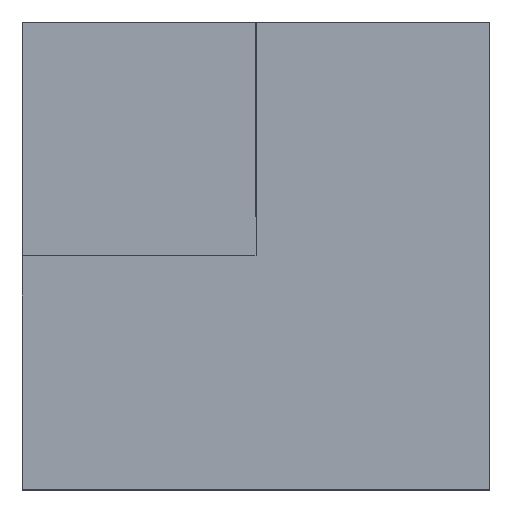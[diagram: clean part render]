
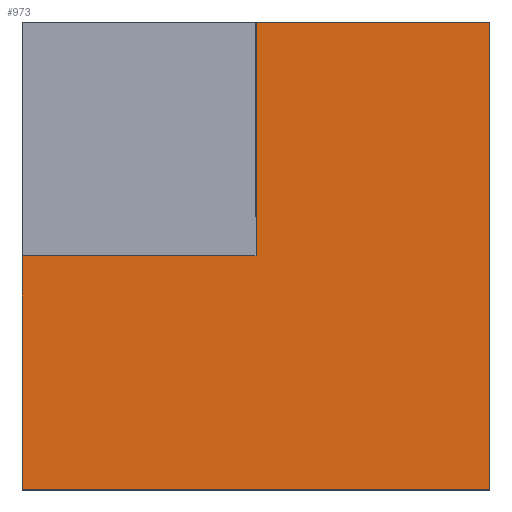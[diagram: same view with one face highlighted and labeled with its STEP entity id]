
A CAD part, top view. The second image highlights one B-rep face of the part: STEP entity #973.
In plain terms, the highlighted planar face has unit normal (0, 0, 1).
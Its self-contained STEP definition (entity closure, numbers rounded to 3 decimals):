
#5 = DIRECTION ( 'NONE',  ( 0., 1., 0. ) ) ;
#30 = ORIENTED_EDGE ( 'NONE', *, *, #616, .F. ) ;
#55 = EDGE_CURVE ( 'NONE', #1165, #144, #599, .T. ) ;
#65 = DIRECTION ( 'NONE',  ( 0., 1., 0. ) ) ;
#84 = DIRECTION ( 'NONE',  ( -1., 0., 0. ) ) ;
#100 = DIRECTION ( 'NONE',  ( 1., 0., 0. ) ) ;
#121 = ORIENTED_EDGE ( 'NONE', *, *, #1274, .T. ) ;
#144 = VERTEX_POINT ( 'NONE', #620 ) ;
#160 = AXIS2_PLACEMENT_3D ( 'NONE', #1118, #174, #84 ) ;
#174 = DIRECTION ( 'NONE',  ( 0., 0., -1. ) ) ;
#184 = VERTEX_POINT ( 'NONE', #1221 ) ;
#222 = VECTOR ( 'NONE', #509, 1000. ) ;
#232 = CARTESIAN_POINT ( 'NONE',  ( -0.32, 0., 0.23 ) ) ;
#244 = VECTOR ( 'NONE', #1345, 1000. ) ;
#351 = EDGE_LOOP ( 'NONE', ( #1238, #30, #121, #623, #875, #483 ) ) ;
#419 = LINE ( 'NONE', #1052, #222 ) ;
#433 = LINE ( 'NONE', #651, #1103 ) ;
#458 = VERTEX_POINT ( 'NONE', #1336 ) ;
#483 = ORIENTED_EDGE ( 'NONE', *, *, #951, .T. ) ;
#509 = DIRECTION ( 'NONE',  ( 0., -1., 0. ) ) ;
#534 = CARTESIAN_POINT ( 'NONE',  ( -0.32, 0., 0.23 ) ) ;
#555 = VECTOR ( 'NONE', #1268, 1000. ) ;
#567 = EDGE_CURVE ( 'NONE', #184, #458, #936, .T. ) ;
#598 = FACE_OUTER_BOUND ( 'NONE', #351, .T. ) ;
#599 = LINE ( 'NONE', #1356, #1177 ) ;
#601 = VERTEX_POINT ( 'NONE', #534 ) ;
#616 = EDGE_CURVE ( 'NONE', #601, #184, #1281, .T. ) ;
#620 = CARTESIAN_POINT ( 'NONE',  ( 0.32, 0.32, 0.23 ) ) ;
#623 = ORIENTED_EDGE ( 'NONE', *, *, #639, .T. ) ;
#639 = EDGE_CURVE ( 'NONE', #1036, #1165, #433, .T. ) ;
#651 = CARTESIAN_POINT ( 'NONE',  ( -0.32, -0.32, 0.23 ) ) ;
#698 = PLANE ( 'NONE',  #160 ) ;
#803 = CARTESIAN_POINT ( 'NONE',  ( -0.32, 0.32, 0.23 ) ) ;
#841 = CARTESIAN_POINT ( 'NONE',  ( 0., 0.32, 0.23 ) ) ;
#875 = ORIENTED_EDGE ( 'NONE', *, *, #55, .T. ) ;
#936 = LINE ( 'NONE', #841, #1181 ) ;
#951 = EDGE_CURVE ( 'NONE', #144, #458, #966, .T. ) ;
#966 = LINE ( 'NONE', #803, #244 ) ;
#973 = ADVANCED_FACE ( 'NONE', ( #598 ), #698, .F. ) ;
#1011 = CARTESIAN_POINT ( 'NONE',  ( -0.32, -0.32, 0.23 ) ) ;
#1022 = CARTESIAN_POINT ( 'NONE',  ( 0.32, -0.32, 0.23 ) ) ;
#1036 = VERTEX_POINT ( 'NONE', #1011 ) ;
#1052 = CARTESIAN_POINT ( 'NONE',  ( -0.32, -0.32, 0.23 ) ) ;
#1103 = VECTOR ( 'NONE', #100, 1000. ) ;
#1118 = CARTESIAN_POINT ( 'NONE',  ( 0., 0., 0.23 ) ) ;
#1165 = VERTEX_POINT ( 'NONE', #1022 ) ;
#1177 = VECTOR ( 'NONE', #65, 1000. ) ;
#1181 = VECTOR ( 'NONE', #5, 1000. ) ;
#1221 = CARTESIAN_POINT ( 'NONE',  ( 0., 0., 0.23 ) ) ;
#1238 = ORIENTED_EDGE ( 'NONE', *, *, #567, .F. ) ;
#1268 = DIRECTION ( 'NONE',  ( 1., 0., 0. ) ) ;
#1274 = EDGE_CURVE ( 'NONE', #601, #1036, #419, .T. ) ;
#1281 = LINE ( 'NONE', #232, #555 ) ;
#1336 = CARTESIAN_POINT ( 'NONE',  ( 0., 0.32, 0.23 ) ) ;
#1345 = DIRECTION ( 'NONE',  ( -1., 0., 0. ) ) ;
#1356 = CARTESIAN_POINT ( 'NONE',  ( 0.32, -0.32, 0.23 ) ) ;
